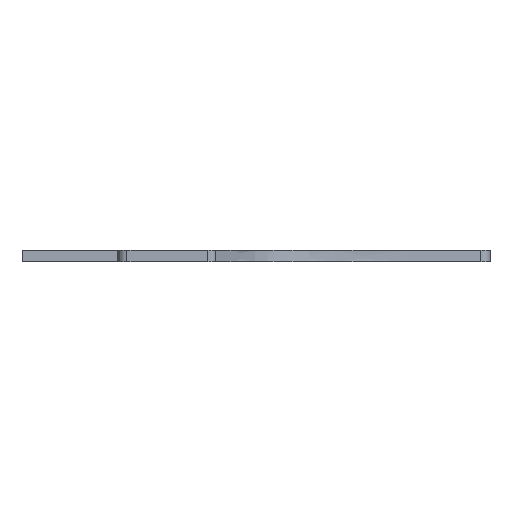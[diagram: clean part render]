
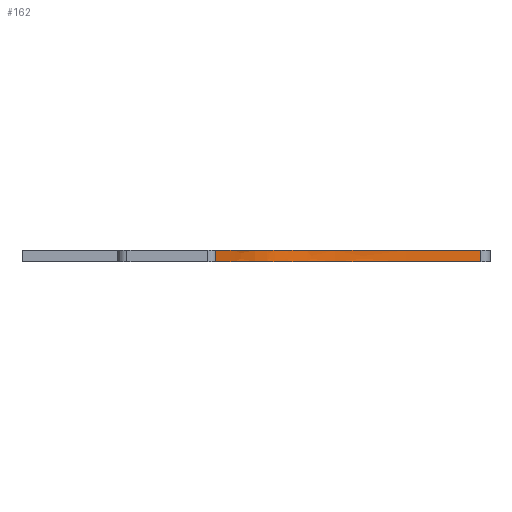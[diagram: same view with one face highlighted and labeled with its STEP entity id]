
A CAD part, left-side view. The second image highlights one B-rep face of the part: STEP entity #162.
In plain terms, the highlighted face is a extrusion surface.
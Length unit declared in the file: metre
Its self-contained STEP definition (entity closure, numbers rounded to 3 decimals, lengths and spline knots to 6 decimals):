
#162 = ADVANCED_FACE( '', ( #379 ), #380, .T. );
#379 = FACE_OUTER_BOUND( '', #599, .T. );
#380 = SURFACE_OF_LINEAR_EXTRUSION( '', #600, #601 );
#599 = EDGE_LOOP( '', ( #1046, #1047, #1048, #1049 ) );
#600 = B_SPLINE_CURVE_WITH_KNOTS( '', 3, ( #1050, #1051, #1052, #1053, #1054, #1055, #1056 ), .UNSPECIFIED., .F., .F., ( 4, 1, 1, 1, 4 ), ( 0.049247, 0.153846, 0.433261, 0.712417, 0.986417 ), .UNSPECIFIED. );
#601 = VECTOR( '', #1057, 1. );
#1046 = ORIENTED_EDGE( '', *, *, #1276, .F. );
#1047 = ORIENTED_EDGE( '', *, *, #1175, .F. );
#1048 = ORIENTED_EDGE( '', *, *, #1217, .T. );
#1049 = ORIENTED_EDGE( '', *, *, #1169, .T. );
#1050 = CARTESIAN_POINT( '', ( -0.01895, -0.047685, 0.003175 ) );
#1051 = CARTESIAN_POINT( '', ( -0.018909, -0.045938, 0.003175 ) );
#1052 = CARTESIAN_POINT( '', ( -0.019007, -0.039824, 0.003175 ) );
#1053 = CARTESIAN_POINT( '', ( -0.021221, -0.013859, 0.003175 ) );
#1054 = CARTESIAN_POINT( '', ( -0.024206, 0.014702, 0.003175 ) );
#1055 = CARTESIAN_POINT( '', ( -0.044534, 0.021769, 0.003175 ) );
#1056 = CARTESIAN_POINT( '', ( -0.052216, 0.026928, 0.003175 ) );
#1057 = DIRECTION( '', ( 0., 0., -1. ) );
#1169 = EDGE_CURVE( '', #1394, #1392, #1395, .T. );
#1175 = EDGE_CURVE( '', #1403, #1398, #1405, .T. );
#1217 = EDGE_CURVE( '', #1403, #1394, #1475, .T. );
#1276 = EDGE_CURVE( '', #1398, #1392, #1557, .T. );
#1392 = VERTEX_POINT( '', #1707 );
#1394 = VERTEX_POINT( '', #1709 );
#1395 = LINE( '', #1710, #1711 );
#1398 = VERTEX_POINT( '', #1714 );
#1403 = VERTEX_POINT( '', #1720 );
#1405 = LINE( '', #1722, #1723 );
#1475 = B_SPLINE_CURVE_WITH_KNOTS( '', 3, ( #1817, #1818, #1819, #1820, #1821, #1822, #1823 ), .UNSPECIFIED., .F., .F., ( 4, 1, 1, 1, 4 ), ( 0.049247, 0.153846, 0.433261, 0.712417, 0.986417 ), .UNSPECIFIED. );
#1557 = B_SPLINE_CURVE_WITH_KNOTS( '', 3, ( #1936, #1937, #1938, #1939, #1940, #1941, #1942 ), .UNSPECIFIED., .F., .F., ( 4, 1, 1, 1, 4 ), ( 0.049247, 0.153846, 0.433261, 0.712417, 0.986417 ), .UNSPECIFIED. );
#1707 = CARTESIAN_POINT( '', ( -0.052216, 0.026928, 0. ) );
#1709 = CARTESIAN_POINT( '', ( -0.052216, 0.026928, 0.003175 ) );
#1710 = CARTESIAN_POINT( '', ( -0.052216, 0.026928, 0.003175 ) );
#1711 = VECTOR( '', #2042, 1. );
#1714 = CARTESIAN_POINT( '', ( -0.01895, -0.047685, 0. ) );
#1720 = CARTESIAN_POINT( '', ( -0.01895, -0.047685, 0.003175 ) );
#1722 = CARTESIAN_POINT( '', ( -0.01895, -0.047685, 0.003175 ) );
#1723 = VECTOR( '', #2053, 1. );
#1817 = CARTESIAN_POINT( '', ( -0.01895, -0.047685, 0.003175 ) );
#1818 = CARTESIAN_POINT( '', ( -0.018909, -0.045938, 0.003175 ) );
#1819 = CARTESIAN_POINT( '', ( -0.019007, -0.039824, 0.003175 ) );
#1820 = CARTESIAN_POINT( '', ( -0.021221, -0.013859, 0.003175 ) );
#1821 = CARTESIAN_POINT( '', ( -0.024206, 0.014702, 0.003175 ) );
#1822 = CARTESIAN_POINT( '', ( -0.044534, 0.021769, 0.003175 ) );
#1823 = CARTESIAN_POINT( '', ( -0.052216, 0.026928, 0.003175 ) );
#1936 = CARTESIAN_POINT( '', ( -0.01895, -0.047685, 0. ) );
#1937 = CARTESIAN_POINT( '', ( -0.018909, -0.045938, 0. ) );
#1938 = CARTESIAN_POINT( '', ( -0.019007, -0.039824, 0. ) );
#1939 = CARTESIAN_POINT( '', ( -0.021221, -0.013859, 0. ) );
#1940 = CARTESIAN_POINT( '', ( -0.024206, 0.014702, 0. ) );
#1941 = CARTESIAN_POINT( '', ( -0.044534, 0.021769, 0. ) );
#1942 = CARTESIAN_POINT( '', ( -0.052216, 0.026928, 0. ) );
#2042 = DIRECTION( '', ( 0., 0., -1. ) );
#2053 = DIRECTION( '', ( 0., 0., -1. ) );
